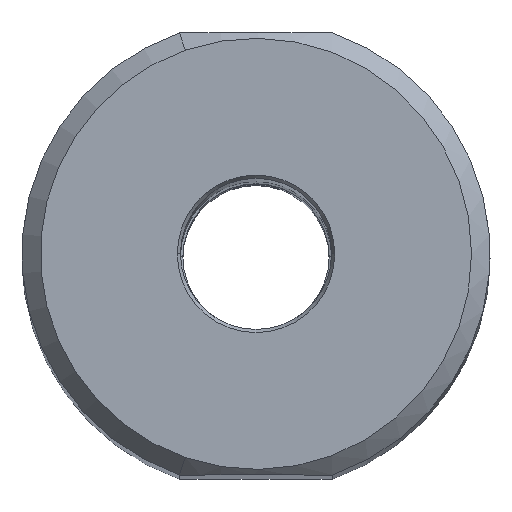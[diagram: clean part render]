
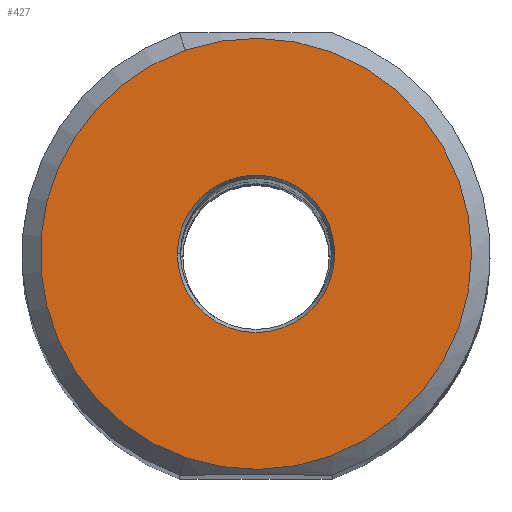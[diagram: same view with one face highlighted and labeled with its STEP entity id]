
A CAD part, top view. The second image highlights one B-rep face of the part: STEP entity #427.
In plain terms, the highlighted planar face has unit normal (0, 0, 1).
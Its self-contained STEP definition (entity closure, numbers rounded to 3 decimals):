
#427=ADVANCED_FACE('',(#526,#527),#488,.T.);
#488=PLANE('',#1498);
#526=FACE_BOUND('',#565,.T.);
#527=FACE_BOUND('',#566,.T.);
#565=EDGE_LOOP('',(#739,#740));
#566=EDGE_LOOP('',(#741,#742));
#739=ORIENTED_EDGE('',*,*,#1166,.T.);
#740=ORIENTED_EDGE('',*,*,#1164,.F.);
#741=ORIENTED_EDGE('',*,*,#1167,.T.);
#742=ORIENTED_EDGE('',*,*,#1168,.T.);
#1031=VERTEX_POINT('',#2583);
#1032=VERTEX_POINT('',#2585);
#1033=VERTEX_POINT('',#2591);
#1034=VERTEX_POINT('',#2592);
#1164=EDGE_CURVE('',#1031,#1032,#1313,.T.);
#1166=EDGE_CURVE('',#1031,#1032,#1314,.T.);
#1167=EDGE_CURVE('',#1033,#1034,#1315,.T.);
#1168=EDGE_CURVE('',#1034,#1033,#1316,.T.);
#1313=CIRCLE('',#1492,11.7);
#1314=CIRCLE('',#1494,11.7);
#1315=CIRCLE('',#1496,4.273);
#1316=CIRCLE('',#1497,4.273);
#1492=AXIS2_PLACEMENT_3D('',#2584,#1741,#1742);
#1494=AXIS2_PLACEMENT_3D('',#2588,#1746,#1747);
#1496=AXIS2_PLACEMENT_3D('',#2590,#1750,#1751);
#1497=AXIS2_PLACEMENT_3D('',#2593,#1752,#1753);
#1498=AXIS2_PLACEMENT_3D('',#2594,#1754,#1755);
#1741=DIRECTION('',(0.,0.,-1.));
#1742=DIRECTION('',(-0.327,0.945,0.));
#1746=DIRECTION('',(0.,0.,1.));
#1747=DIRECTION('',(-0.327,0.945,0.));
#1750=DIRECTION('',(0.,0.,-1.));
#1751=DIRECTION('',(-1.,0.,0.));
#1752=DIRECTION('',(0.,0.,-1.));
#1753=DIRECTION('',(1.,0.,0.));
#1754=DIRECTION('',(0.,0.,1.));
#1755=DIRECTION('',(1.,0.,0.));
#2583=CARTESIAN_POINT('',(-3.831,11.055,0.));
#2584=CARTESIAN_POINT('',(0.,0.,0.));
#2585=CARTESIAN_POINT('',(-3.831,-11.055,0.));
#2588=CARTESIAN_POINT('',(0.,0.,0.));
#2590=CARTESIAN_POINT('',(0.,0.,0.));
#2591=CARTESIAN_POINT('',(-4.273,0.,0.));
#2592=CARTESIAN_POINT('',(4.273,0.,0.));
#2593=CARTESIAN_POINT('',(0.,0.,0.));
#2594=CARTESIAN_POINT('',(0.,0.,0.));
